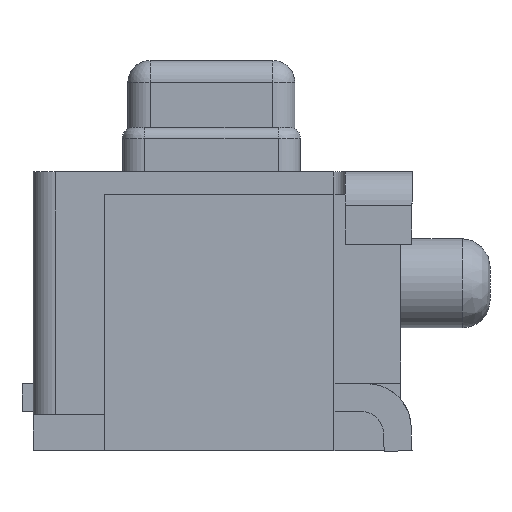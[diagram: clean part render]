
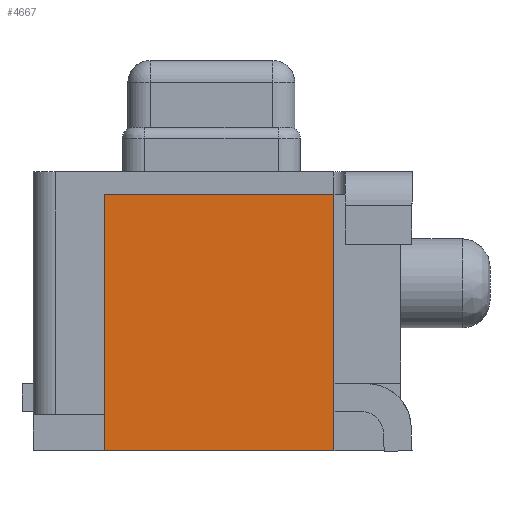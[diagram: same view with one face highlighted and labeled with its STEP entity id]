
A CAD part, left-side view. The second image highlights one B-rep face of the part: STEP entity #4667.
In plain terms, the highlighted face is planar.
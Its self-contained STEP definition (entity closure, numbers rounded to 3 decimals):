
#153=PLANE('',#5033);
#329=LINE('',#6938,#837);
#381=LINE('',#7060,#889);
#382=LINE('',#7062,#890);
#457=LINE('',#7362,#965);
#458=LINE('',#7363,#966);
#837=VECTOR('',#5497,1000.);
#889=VECTOR('',#5599,1000.);
#890=VECTOR('',#5602,1000.);
#965=VECTOR('',#5821,1000.);
#966=VECTOR('',#5822,1000.);
#1454=FACE_OUTER_BOUND('',#1728,.T.);
#1728=EDGE_LOOP('',(#3620,#3621,#3622,#3623,#3624));
#2166=VERTEX_POINT('',#6924);
#2172=VERTEX_POINT('',#6936);
#2214=VERTEX_POINT('',#7053);
#2217=VERTEX_POINT('',#7058);
#2298=VERTEX_POINT('',#7361);
#2623=EDGE_CURVE('',#2166,#2172,#329,.T.);
#2681=EDGE_CURVE('',#2214,#2217,#381,.T.);
#2682=EDGE_CURVE('',#2172,#2214,#382,.T.);
#2799=EDGE_CURVE('',#2298,#2166,#457,.T.);
#2800=EDGE_CURVE('',#2217,#2298,#458,.T.);
#3620=ORIENTED_EDGE('',*,*,#2799,.T.);
#3621=ORIENTED_EDGE('',*,*,#2623,.T.);
#3622=ORIENTED_EDGE('',*,*,#2682,.T.);
#3623=ORIENTED_EDGE('',*,*,#2681,.T.);
#3624=ORIENTED_EDGE('',*,*,#2800,.T.);
#4667=ADVANCED_FACE('',(#1454),#153,.T.);
#5033=AXIS2_PLACEMENT_3D('',#7360,#5819,#5820);
#5497=DIRECTION('',(0.,0.,1.));
#5599=DIRECTION('',(0.,0.,-1.));
#5602=DIRECTION('',(0.,-1.,0.));
#5819=DIRECTION('center_axis',(1.,0.,0.));
#5820=DIRECTION('ref_axis',(0.,0.,-1.));
#5821=DIRECTION('',(0.,1.,0.));
#5822=DIRECTION('',(0.,0.,-1.));
#6924=CARTESIAN_POINT('',(3.,1.1,0.));
#6936=CARTESIAN_POINT('',(3.,1.1,2.3));
#6938=CARTESIAN_POINT('',(3.,1.1,2.415));
#7053=CARTESIAN_POINT('',(3.,-0.96,2.3));
#7058=CARTESIAN_POINT('',(3.,-0.96,0.325));
#7060=CARTESIAN_POINT('',(3.,-0.96,2.415));
#7062=CARTESIAN_POINT('',(3.,-1.063,2.3));
#7360=CARTESIAN_POINT('Origin',(3.,-1.063,2.415));
#7361=CARTESIAN_POINT('',(3.,-0.96,0.));
#7362=CARTESIAN_POINT('',(3.,-1.765,0.));
#7363=CARTESIAN_POINT('',(3.,-0.96,-0.018));
